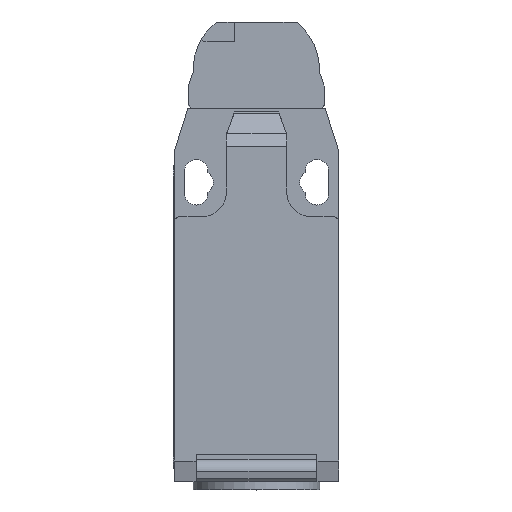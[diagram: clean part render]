
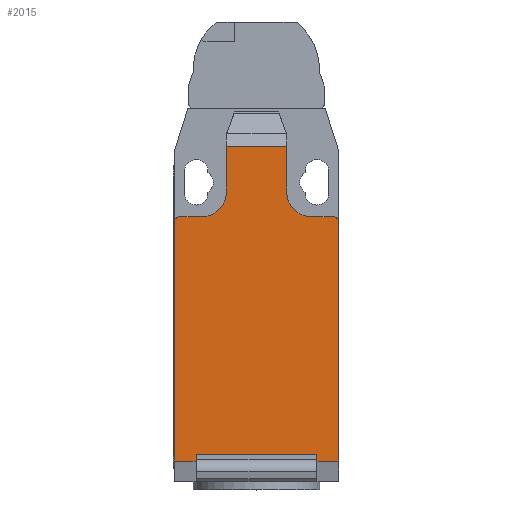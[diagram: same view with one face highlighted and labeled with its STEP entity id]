
A CAD part, top view. The second image highlights one B-rep face of the part: STEP entity #2015.
In plain terms, the highlighted planar face has unit normal (0, 0, 1).
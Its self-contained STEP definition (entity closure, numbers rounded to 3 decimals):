
#1632=CARTESIAN_POINT('',(9.5,62.513,30.0));
#1633=VERTEX_POINT('',#1632);
#1640=CARTESIAN_POINT('',(20.5,62.513,30.0));
#1641=VERTEX_POINT('',#1640);
#1642=CARTESIAN_POINT('',(20.5,62.513,30.));
#1643=DIRECTION('',(-1.0,0.0,0.0));
#1644=VECTOR('',#1643,11.);
#1645=LINE('',#1642,#1644);
#1646=EDGE_CURVE('',#1641,#1633,#1645,.T.);
#1770=CARTESIAN_POINT('',(20.5,54.2,30.));
#1771=VERTEX_POINT('',#1770);
#1772=CARTESIAN_POINT('',(20.5,62.513,30.));
#1773=DIRECTION('',(0.0,-1.0,0.0));
#1774=VECTOR('',#1773,8.313);
#1775=LINE('',#1772,#1774);
#1776=EDGE_CURVE('',#1641,#1771,#1775,.T.);
#1884=CARTESIAN_POINT('',(15.0,29.782,30.));
#1885=DIRECTION('',(0.0,0.0,-1.0));
#1886=DIRECTION('',(0.0,-1.0,0.0));
#1887=AXIS2_PLACEMENT_3D('',#1884,#1885,#1886);
#1888=PLANE('',#1887);
#1889=CARTESIAN_POINT('',(9.5,54.2,30.));
#1890=VERTEX_POINT('',#1889);
#1891=CARTESIAN_POINT('',(9.5,54.2,30.));
#1892=DIRECTION('',(0.0,1.0,0.0));
#1893=VECTOR('',#1892,8.313);
#1894=LINE('',#1891,#1893);
#1895=EDGE_CURVE('',#1890,#1633,#1894,.T.);
#1896=ORIENTED_EDGE('',*,*,#1895,.F.);
#1897=CARTESIAN_POINT('',(5.,49.7,30.));
#1898=VERTEX_POINT('',#1897);
#1899=CARTESIAN_POINT('',(5.,54.2,30.));
#1900=DIRECTION('',(0.0,0.0,1.0));
#1901=DIRECTION('',(0.0,-1.0,0.0));
#1902=AXIS2_PLACEMENT_3D('',#1899,#1900,#1901);
#1903=CIRCLE('',#1902,4.5);
#1904=EDGE_CURVE('',#1898,#1890,#1903,.T.);
#1905=ORIENTED_EDGE('',*,*,#1904,.F.);
#1906=CARTESIAN_POINT('',(1.,49.7,30.));
#1907=VERTEX_POINT('',#1906);
#1908=CARTESIAN_POINT('',(1.,49.7,30.));
#1909=DIRECTION('',(1.0,0.0,0.0));
#1910=VECTOR('',#1909,4.);
#1911=LINE('',#1908,#1910);
#1912=EDGE_CURVE('',#1907,#1898,#1911,.T.);
#1913=ORIENTED_EDGE('',*,*,#1912,.F.);
#1914=CARTESIAN_POINT('',(0.,48.7,30.));
#1915=VERTEX_POINT('',#1914);
#1916=CARTESIAN_POINT('',(1.,48.7,30.));
#1917=DIRECTION('',(0.0,0.0,-1.0));
#1918=DIRECTION('',(0.0,-1.0,0.0));
#1919=AXIS2_PLACEMENT_3D('',#1916,#1917,#1918);
#1920=CIRCLE('',#1919,1.0);
#1921=EDGE_CURVE('',#1915,#1907,#1920,.T.);
#1922=ORIENTED_EDGE('',*,*,#1921,.F.);
#1923=CARTESIAN_POINT('',(0.,6.4,30.0));
#1924=VERTEX_POINT('',#1923);
#1925=CARTESIAN_POINT('',(0.,48.7,30.));
#1926=DIRECTION('',(0.0,-1.0,0.0));
#1927=VECTOR('',#1926,42.3);
#1928=LINE('',#1925,#1927);
#1929=EDGE_CURVE('',#1915,#1924,#1928,.T.);
#1930=ORIENTED_EDGE('',*,*,#1929,.T.);
#1931=CARTESIAN_POINT('',(0.0,5.232,30.0));
#1932=VERTEX_POINT('',#1931);
#1933=CARTESIAN_POINT('',(0.0,6.4,30.0));
#1934=DIRECTION('',(0.0,-1.0,0.0));
#1935=VECTOR('',#1934,1.168);
#1936=LINE('',#1933,#1935);
#1937=EDGE_CURVE('',#1924,#1932,#1936,.T.);
#1938=ORIENTED_EDGE('',*,*,#1937,.T.);
#1939=CARTESIAN_POINT('',(4.,5.232,30.0));
#1940=VERTEX_POINT('',#1939);
#1941=CARTESIAN_POINT('',(0.0,5.232,30.0));
#1942=DIRECTION('',(1.0,0.0,0.0));
#1943=VECTOR('',#1942,4.);
#1944=LINE('',#1941,#1943);
#1945=EDGE_CURVE('',#1932,#1940,#1944,.T.);
#1946=ORIENTED_EDGE('',*,*,#1945,.T.);
#1947=CARTESIAN_POINT('',(4.,6.4,30.0));
#1948=VERTEX_POINT('',#1947);
#1949=CARTESIAN_POINT('',(4.0,5.232,30.0));
#1950=DIRECTION('',(0.0,1.0,0.0));
#1951=VECTOR('',#1950,1.168);
#1952=LINE('',#1949,#1951);
#1953=EDGE_CURVE('',#1940,#1948,#1952,.T.);
#1954=ORIENTED_EDGE('',*,*,#1953,.T.);
#1955=CARTESIAN_POINT('',(26.,6.4,30.0));
#1956=VERTEX_POINT('',#1955);
#1957=CARTESIAN_POINT('',(26.,6.4,30.));
#1958=DIRECTION('',(-1.0,0.0,0.0));
#1959=VECTOR('',#1958,22.);
#1960=LINE('',#1957,#1959);
#1961=EDGE_CURVE('',#1956,#1948,#1960,.T.);
#1962=ORIENTED_EDGE('',*,*,#1961,.F.);
#1963=CARTESIAN_POINT('',(26.,5.232,30.0));
#1964=VERTEX_POINT('',#1963);
#1965=CARTESIAN_POINT('',(26.,6.4,30.0));
#1966=DIRECTION('',(0.0,-1.0,0.0));
#1967=VECTOR('',#1966,1.168);
#1968=LINE('',#1965,#1967);
#1969=EDGE_CURVE('',#1956,#1964,#1968,.T.);
#1970=ORIENTED_EDGE('',*,*,#1969,.T.);
#1971=CARTESIAN_POINT('',(30.,5.232,30.0));
#1972=VERTEX_POINT('',#1971);
#1973=CARTESIAN_POINT('',(30.,5.232,30.));
#1974=DIRECTION('',(-1.0,0.0,0.0));
#1975=VECTOR('',#1974,4.);
#1976=LINE('',#1973,#1975);
#1977=EDGE_CURVE('',#1972,#1964,#1976,.T.);
#1978=ORIENTED_EDGE('',*,*,#1977,.F.);
#1979=CARTESIAN_POINT('',(30.,48.7,30.));
#1980=VERTEX_POINT('',#1979);
#1981=CARTESIAN_POINT('',(30.,48.7,30.));
#1982=DIRECTION('',(0.0,-1.0,0.0));
#1983=VECTOR('',#1982,43.468);
#1984=LINE('',#1981,#1983);
#1985=EDGE_CURVE('',#1980,#1972,#1984,.T.);
#1986=ORIENTED_EDGE('',*,*,#1985,.F.);
#1987=CARTESIAN_POINT('',(29.,49.7,30.));
#1988=VERTEX_POINT('',#1987);
#1989=CARTESIAN_POINT('',(29.,48.7,30.));
#1990=DIRECTION('',(0.0,0.0,-1.0));
#1991=DIRECTION('',(-1.0,0.0,0.0));
#1992=AXIS2_PLACEMENT_3D('',#1989,#1990,#1991);
#1993=CIRCLE('',#1992,1.0);
#1994=EDGE_CURVE('',#1988,#1980,#1993,.T.);
#1995=ORIENTED_EDGE('',*,*,#1994,.F.);
#1996=CARTESIAN_POINT('',(25.,49.7,30.));
#1997=VERTEX_POINT('',#1996);
#1998=CARTESIAN_POINT('',(25.,49.7,30.));
#1999=DIRECTION('',(1.0,0.0,0.0));
#2000=VECTOR('',#1999,4.0);
#2001=LINE('',#1998,#2000);
#2002=EDGE_CURVE('',#1997,#1988,#2001,.T.);
#2003=ORIENTED_EDGE('',*,*,#2002,.F.);
#2004=CARTESIAN_POINT('',(25.,54.2,30.));
#2005=DIRECTION('',(0.0,0.0,1.0));
#2006=DIRECTION('',(-1.0,0.0,0.0));
#2007=AXIS2_PLACEMENT_3D('',#2004,#2005,#2006);
#2008=CIRCLE('',#2007,4.5);
#2009=EDGE_CURVE('',#1771,#1997,#2008,.T.);
#2010=ORIENTED_EDGE('',*,*,#2009,.F.);
#2011=ORIENTED_EDGE('',*,*,#1776,.F.);
#2012=ORIENTED_EDGE('',*,*,#1646,.T.);
#2013=EDGE_LOOP('',(#1896,#1905,#1913,#1922,#1930,#1938,#1946,#1954,#1962,#1970,#1978,#1986,#1995,#2003,#2010,#2011,#2012));
#2014=FACE_OUTER_BOUND('',#2013,.T.);
#2015=ADVANCED_FACE('',(#2014),#1888,.F.);
